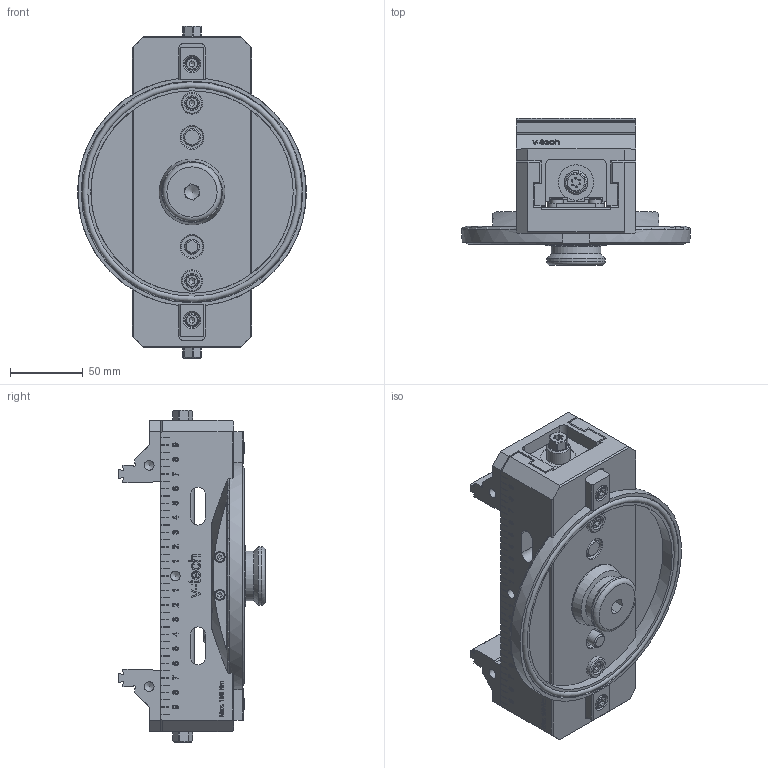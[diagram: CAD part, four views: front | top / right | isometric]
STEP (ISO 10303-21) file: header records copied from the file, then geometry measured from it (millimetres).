
FILE_DESCRIPTION(/* description */ (''),/* implementation_level */ '2;1');
FILE_NAME(/* name */ 'VIS-E 82-214.stp',/* time_stamp */ '2024-10-21T10:42:13+02:00',/* author */ ('Admin'),/* organization */ (''),/* preprocessor_version */ 'ST-DEVELOPER v20',/* originating_system */ 'Autodesk Inventor 2025',/* authorisation */ '');
FILE_SCHEMA (('CONFIG_CONTROL_DESIGN'));
Products named in the file (4): Sestava1; telo82-2; 24002-1116.2; 24002-1116.1
Assembly tree (3 placements, depth 2):
  Sestava1
    telo82-2
    24002-1116.2
    24002-1116.1
Bounding box: 157 x 100.8 x 228 mm (x, y, z)
Volume: 828878.3 mm3; surface area: 190850.3 mm2
Topology: 4 solids, 47 shells, 3062 faces, 8242 edges, 5441 vertices
Faces by surface type: plane 1855, bspline 676, cylinder 231, cone 204, torus 96
Full cylindrical faces by diameter (mm): 1.567 x4, 2.4 x8, 3.242 x4, 3.8 x8, 4 x4, 4.134 x10, 4.5 x4, 5 x10, 5.3 x2, 5.5 x8, 6.647 x6, 7 x4, 7.5 x4, 8 x1, 8.5 x10, 9 x3, 10 x9, 10.376 x2, 12 x1, 14 x2, 14.376 x2, 15 x8, 16 x8, 16.376 x1, 16.4 x2, 16.5 x4, 17 x1, 17.4 x4, 18 x3, 19 x1
Entity records: 102930 total; most frequent: CARTESIAN_POINT 27401, ORIENTED_EDGE 16390, DIRECTION 12321, EDGE_CURVE 8195, LINE 5557, VECTOR 5557, VERTEX_POINT 5441, AXIS2_PLACEMENT_3D 3382
